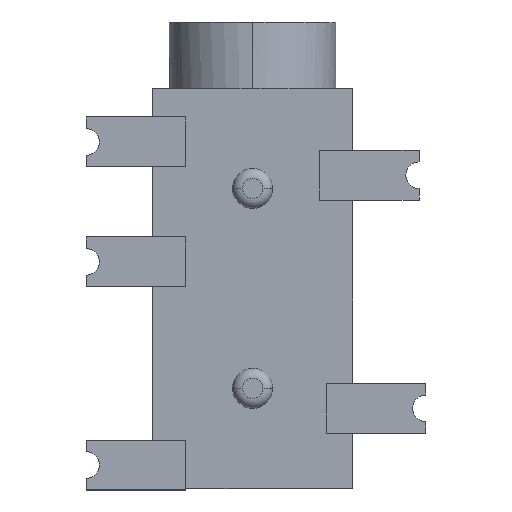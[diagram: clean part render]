
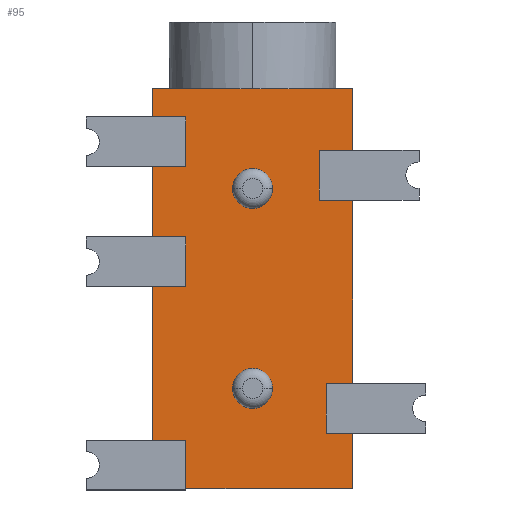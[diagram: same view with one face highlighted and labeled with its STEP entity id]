
A CAD part, top view. The second image highlights one B-rep face of the part: STEP entity #95.
In plain terms, the highlighted planar face has unit normal (0, 0, 1).
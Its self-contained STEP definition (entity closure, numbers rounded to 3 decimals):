
#36 = VERTEX_POINT ( 'NONE', #1260 ) ;
#93 = VERTEX_POINT ( 'NONE', #584 ) ;
#95 = ADVANCED_FACE ( 'NONE', ( #1070, #2506, #378 ), #815, .F. ) ;
#103 = CARTESIAN_POINT ( 'NONE',  ( 3., 12., 2.2 ) ) ;
#113 = ORIENTED_EDGE ( 'NONE', *, *, #2201, .T. ) ;
#144 = VERTEX_POINT ( 'NONE', #1782 ) ;
#306 = CARTESIAN_POINT ( 'NONE',  ( -3., 0., 2.2 ) ) ;
#378 = FACE_OUTER_BOUND ( 'NONE', #1704, .T. ) ;
#418 = EDGE_CURVE ( 'NONE', #93, #901, #2057, .T. ) ;
#426 = AXIS2_PLACEMENT_3D ( 'NONE', #3057, #2816, #3025 ) ;
#428 = CARTESIAN_POINT ( 'NONE',  ( -1.187, 12., 2.2 ) ) ;
#432 = EDGE_LOOP ( 'NONE', ( #2783, #912 ) ) ;
#524 = CARTESIAN_POINT ( 'NONE',  ( 1.187, 12., 2.2 ) ) ;
#582 = DIRECTION ( 'NONE',  ( 1., 0., 0. ) ) ;
#584 = CARTESIAN_POINT ( 'NONE',  ( -0.6, 9., 2.2 ) ) ;
#636 = LINE ( 'NONE', #1401, #2523 ) ;
#658 = DIRECTION ( 'NONE',  ( -1., 0., 0. ) ) ;
#779 = VERTEX_POINT ( 'NONE', #2936 ) ;
#815 = PLANE ( 'NONE',  #1992 ) ;
#901 = VERTEX_POINT ( 'NONE', #1932 ) ;
#912 = ORIENTED_EDGE ( 'NONE', *, *, #2973, .F. ) ;
#1059 = VERTEX_POINT ( 'NONE', #524 ) ;
#1070 = FACE_BOUND ( 'NONE', #432, .T. ) ;
#1073 = CARTESIAN_POINT ( 'NONE',  ( 0., 9., 2.2 ) ) ;
#1082 = CARTESIAN_POINT ( 'NONE',  ( -3., 12., 2.2 ) ) ;
#1156 = CARTESIAN_POINT ( 'NONE',  ( -3., 12., 2.2 ) ) ;
#1260 = CARTESIAN_POINT ( 'NONE',  ( -3., 0., 2.2 ) ) ;
#1264 = AXIS2_PLACEMENT_3D ( 'NONE', #1542, #1322, #658 ) ;
#1315 = LINE ( 'NONE', #1762, #1732 ) ;
#1322 = DIRECTION ( 'NONE',  ( 0., 0., 1. ) ) ;
#1325 = EDGE_CURVE ( 'NONE', #2972, #1059, #636, .T. ) ;
#1401 = CARTESIAN_POINT ( 'NONE',  ( -3., 12., 2.2 ) ) ;
#1456 = AXIS2_PLACEMENT_3D ( 'NONE', #1790, #2759, #2494 ) ;
#1516 = DIRECTION ( 'NONE',  ( -1., 0., 0. ) ) ;
#1537 = VECTOR ( 'NONE', #2214, 1000. ) ;
#1542 = CARTESIAN_POINT ( 'NONE',  ( 0., 9., 2.2 ) ) ;
#1606 = EDGE_CURVE ( 'NONE', #1059, #144, #1687, .T. ) ;
#1607 = EDGE_LOOP ( 'NONE', ( #2770, #2784 ) ) ;
#1610 = CIRCLE ( 'NONE', #426, 0.6 ) ;
#1670 = LINE ( 'NONE', #306, #1886 ) ;
#1687 = LINE ( 'NONE', #2450, #2639 ) ;
#1704 = EDGE_LOOP ( 'NONE', ( #113, #2382, #2246, #1897, #2659, #1730 ) ) ;
#1730 = ORIENTED_EDGE ( 'NONE', *, *, #3051, .T. ) ;
#1732 = VECTOR ( 'NONE', #582, 1000. ) ;
#1741 = CIRCLE ( 'NONE', #1456, 0.6 ) ;
#1762 = CARTESIAN_POINT ( 'NONE',  ( -3., 12., 2.2 ) ) ;
#1779 = LINE ( 'NONE', #103, #1537 ) ;
#1782 = CARTESIAN_POINT ( 'NONE',  ( 3., 12., 2.2 ) ) ;
#1790 = CARTESIAN_POINT ( 'NONE',  ( 0., 3., 2.2 ) ) ;
#1810 = DIRECTION ( 'NONE',  ( 0., 0., 1. ) ) ;
#1886 = VECTOR ( 'NONE', #2881, 1000. ) ;
#1897 = ORIENTED_EDGE ( 'NONE', *, *, #1325, .F. ) ;
#1932 = CARTESIAN_POINT ( 'NONE',  ( 0.6, 9., 2.2 ) ) ;
#1991 = CARTESIAN_POINT ( 'NONE',  ( -3., 12., 2.2 ) ) ;
#1992 = AXIS2_PLACEMENT_3D ( 'NONE', #1082, #2911, #1516 ) ;
#2014 = DIRECTION ( 'NONE',  ( 0., -1., 0. ) ) ;
#2057 = CIRCLE ( 'NONE', #2943, 0.6 ) ;
#2067 = DIRECTION ( 'NONE',  ( 1., 0., 0. ) ) ;
#2086 = VERTEX_POINT ( 'NONE', #2653 ) ;
#2191 = DIRECTION ( 'NONE',  ( 1., 0., 0. ) ) ;
#2201 = EDGE_CURVE ( 'NONE', #36, #2086, #1670, .T. ) ;
#2214 = DIRECTION ( 'NONE',  ( 0., -1., 0. ) ) ;
#2219 = EDGE_CURVE ( 'NONE', #2336, #2972, #1315, .T. ) ;
#2221 = LINE ( 'NONE', #1991, #2928 ) ;
#2238 = EDGE_CURVE ( 'NONE', #144, #2086, #1779, .T. ) ;
#2246 = ORIENTED_EDGE ( 'NONE', *, *, #1606, .F. ) ;
#2324 = VERTEX_POINT ( 'NONE', #2562 ) ;
#2336 = VERTEX_POINT ( 'NONE', #1156 ) ;
#2382 = ORIENTED_EDGE ( 'NONE', *, *, #2238, .F. ) ;
#2450 = CARTESIAN_POINT ( 'NONE',  ( -3., 12., 2.2 ) ) ;
#2494 = DIRECTION ( 'NONE',  ( -1., 0., 0. ) ) ;
#2506 = FACE_BOUND ( 'NONE', #1607, .T. ) ;
#2523 = VECTOR ( 'NONE', #2067, 1000. ) ;
#2562 = CARTESIAN_POINT ( 'NONE',  ( 0.6, 3., 2.2 ) ) ;
#2639 = VECTOR ( 'NONE', #2191, 1000. ) ;
#2653 = CARTESIAN_POINT ( 'NONE',  ( 3., 0., 2.2 ) ) ;
#2654 = CIRCLE ( 'NONE', #1264, 0.6 ) ;
#2659 = ORIENTED_EDGE ( 'NONE', *, *, #2219, .F. ) ;
#2674 = EDGE_CURVE ( 'NONE', #779, #2324, #1741, .T. ) ;
#2745 = EDGE_CURVE ( 'NONE', #901, #93, #2654, .T. ) ;
#2759 = DIRECTION ( 'NONE',  ( 0., 0., 1. ) ) ;
#2770 = ORIENTED_EDGE ( 'NONE', *, *, #418, .F. ) ;
#2783 = ORIENTED_EDGE ( 'NONE', *, *, #2674, .F. ) ;
#2784 = ORIENTED_EDGE ( 'NONE', *, *, #2745, .F. ) ;
#2816 = DIRECTION ( 'NONE',  ( 0., 0., 1. ) ) ;
#2881 = DIRECTION ( 'NONE',  ( 1., 0., 0. ) ) ;
#2911 = DIRECTION ( 'NONE',  ( 0., 0., -1. ) ) ;
#2928 = VECTOR ( 'NONE', #2014, 1000. ) ;
#2936 = CARTESIAN_POINT ( 'NONE',  ( -0.6, 3., 2.2 ) ) ;
#2943 = AXIS2_PLACEMENT_3D ( 'NONE', #1073, #1810, #3002 ) ;
#2972 = VERTEX_POINT ( 'NONE', #428 ) ;
#2973 = EDGE_CURVE ( 'NONE', #2324, #779, #1610, .T. ) ;
#3002 = DIRECTION ( 'NONE',  ( -1., 0., 0. ) ) ;
#3025 = DIRECTION ( 'NONE',  ( -1., 0., 0. ) ) ;
#3051 = EDGE_CURVE ( 'NONE', #2336, #36, #2221, .T. ) ;
#3057 = CARTESIAN_POINT ( 'NONE',  ( 0., 3., 2.2 ) ) ;
